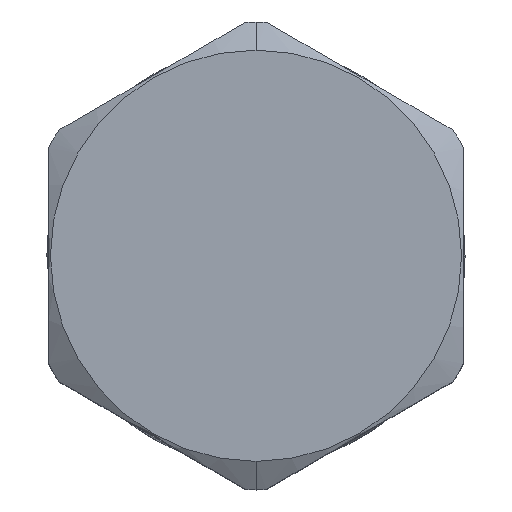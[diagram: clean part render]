
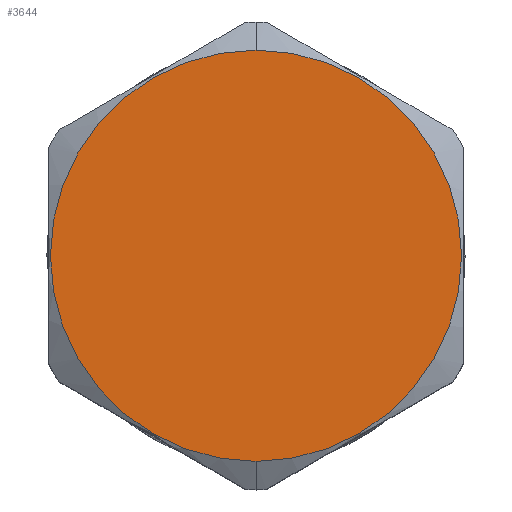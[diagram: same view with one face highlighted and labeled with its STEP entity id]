
A CAD part, top view. The second image highlights one B-rep face of the part: STEP entity #3644.
In plain terms, the highlighted planar face has unit normal (0, 0, 1).
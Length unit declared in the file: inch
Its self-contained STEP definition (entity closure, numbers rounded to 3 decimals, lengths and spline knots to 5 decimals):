
#1408=CARTESIAN_POINT('',(0.,0.,3.531));
#1409=DIRECTION('',(0.,0.,1.));
#1410=DIRECTION('',(0.,-1.,0.));
#1411=AXIS2_PLACEMENT_3D('',#1408,#1409,#1410);
#1413=CARTESIAN_POINT('',(0.,0.,3.531));
#1414=DIRECTION('',(0.,0.,1.));
#1415=DIRECTION('',(0.,1.,0.));
#1416=AXIS2_PLACEMENT_3D('',#1413,#1414,#1415);
#1559=CARTESIAN_POINT('',(0.,-0.5575,3.531));
#1560=CARTESIAN_POINT('',(0.,0.5575,3.531));
#1561=VERTEX_POINT('',#1559);
#1562=VERTEX_POINT('',#1560);
#3635=CARTESIAN_POINT('',(0.,0.,3.531));
#3636=DIRECTION('',(0.,0.,1.));
#3637=DIRECTION('',(0.,1.,0.));
#3638=AXIS2_PLACEMENT_3D('',#3635,#3636,#3637);
#3639=PLANE('',#3638);
#3640=ORIENTED_EDGE('',*,*,#3468,.F.);
#3641=ORIENTED_EDGE('',*,*,#3626,.F.);
#3642=EDGE_LOOP('',(#3640,#3641));
#3643=FACE_OUTER_BOUND('',#3642,.F.);
#3644=ADVANCED_FACE('',(#3643),#3639,.T.);
#1412=CIRCLE('',#1411,0.5575);
#1417=CIRCLE('',#1416,0.5575);
#3468=EDGE_CURVE('',#1561,#1562,#1412,.T.);
#3626=EDGE_CURVE('',#1562,#1561,#1417,.T.);
